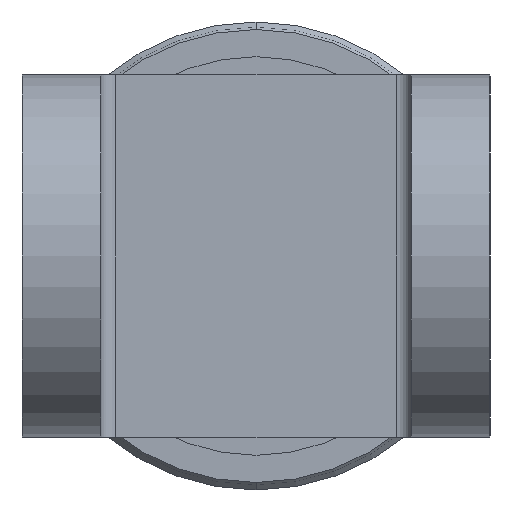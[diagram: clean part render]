
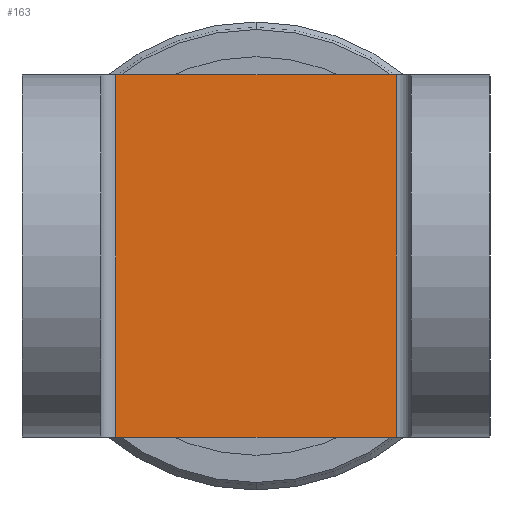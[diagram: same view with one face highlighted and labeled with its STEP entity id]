
A CAD part, left-side view. The second image highlights one B-rep face of the part: STEP entity #163.
In plain terms, the highlighted planar face has unit normal (-1, 0, 0).
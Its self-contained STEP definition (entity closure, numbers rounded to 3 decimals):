
#163=ADVANCED_FACE('',(#695),#694,.T.);
#694=PLANE('',#1192);
#695=FACE_OUTER_BOUND('',#1193,.T.);
#1189=CARTESIAN_POINT('',(70.962,-5.58,176.411));
#1190=DIRECTION('',(-1.,0.,0.));
#1191=DIRECTION('',(0.,0.,1.));
#1192=AXIS2_PLACEMENT_3D('',#1189,#1190,#1191);
#1193=EDGE_LOOP('',(#1506,#1507,#1508,#1509));
#1506=ORIENTED_EDGE('',*,*,#1676,.F.);
#1507=ORIENTED_EDGE('',*,*,#1691,.F.);
#1508=ORIENTED_EDGE('',*,*,#1680,.T.);
#1509=ORIENTED_EDGE('',*,*,#1690,.T.);
#1676=EDGE_CURVE('',#2548,#2555,#2556,.T.);
#1680=EDGE_CURVE('',#2581,#2574,#2582,.T.);
#1690=EDGE_CURVE('',#2574,#2555,#2646,.T.);
#1691=EDGE_CURVE('',#2581,#2548,#2652,.T.);
#2548=VERTEX_POINT('',#3227);
#2555=VERTEX_POINT('',#3232);
#2556=LINE('',#3233,#3234);
#2574=VERTEX_POINT('',#3243);
#2581=VERTEX_POINT('',#3248);
#2582=LINE('',#3249,#3250);
#2646=LINE('',#3288,#3289);
#2652=LINE('',#3291,#3292);
#3227=CARTESIAN_POINT('',(70.962,-4.65,177.611));
#3232=CARTESIAN_POINT('',(70.962,4.65,177.611));
#3233=CARTESIAN_POINT('',(70.962,-4.65,177.611));
#3234=VECTOR('',#3235,9.3);
#3235=DIRECTION('',(0.,1.,0.));
#3243=CARTESIAN_POINT('',(70.962,4.65,189.611));
#3248=CARTESIAN_POINT('',(70.962,-4.65,189.611));
#3249=CARTESIAN_POINT('',(70.962,-4.65,189.611));
#3250=VECTOR('',#3251,9.3);
#3251=DIRECTION('',(0.,1.,0.));
#3288=CARTESIAN_POINT('',(70.962,4.65,189.611));
#3289=VECTOR('',#3290,12.);
#3290=DIRECTION('',(0.,0.,-1.));
#3291=CARTESIAN_POINT('',(70.962,-4.65,189.611));
#3292=VECTOR('',#3293,12.);
#3293=DIRECTION('',(0.,0.,-1.));
